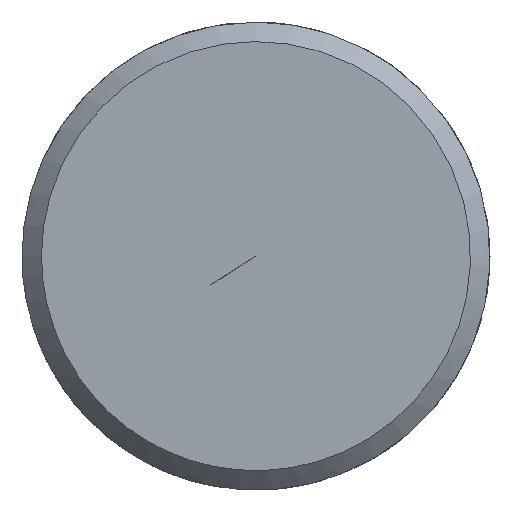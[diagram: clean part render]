
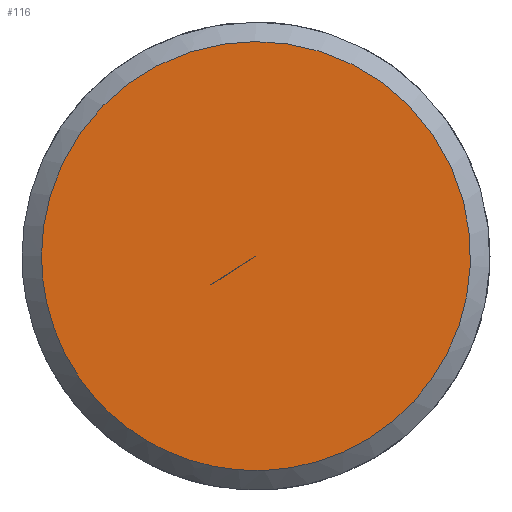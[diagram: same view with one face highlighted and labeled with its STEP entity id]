
A CAD part, left-side view. The second image highlights one B-rep face of the part: STEP entity #116.
In plain terms, the highlighted free-form (B-spline) face has degree [5, 1] with [6, 2] control points.
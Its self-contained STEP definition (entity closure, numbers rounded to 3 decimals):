
#82 = CARTESIAN_POINT ('', (-83., 0., 0.));
#83 = VERTEX_POINT ('', #82);
#84 = CARTESIAN_POINT ('', (-83., 5.5, 0.));
#85 = VERTEX_POINT ('', #84);
#86 = CARTESIAN_POINT ('', (-83., 0., 0.));
#87 = CARTESIAN_POINT ('', (-83., 5.5, 0.));
#88 = B_SPLINE_CURVE_WITH_KNOTS ('', 1, (#86, #87), .UNSPECIFIED., .F., .U., (2, 2), (0., 1.), .UNSPECIFIED.);
#89 = EDGE_CURVE ('', #83, #85, #88, .T.);
#90 = ORIENTED_EDGE ('', *, *, #89, .F.);
#91 = ORIENTED_EDGE ('', *, *, #89, .T.);
#92 = CARTESIAN_POINT ('', (-83., 5.5, 0.));
#93 = CARTESIAN_POINT ('', (-83., 5.5, 22.));
#94 = CARTESIAN_POINT ('', (-83., -16.5, 11.));
#95 = CARTESIAN_POINT ('', (-83., -16.5, -11.));
#96 = CARTESIAN_POINT ('', (-83., 5.5, -22.));
#97 = CARTESIAN_POINT ('', (-83., 5.5, 0.));
#98 = (
   BOUNDED_CURVE ()
   B_SPLINE_CURVE (5, (#92, #93, #94, #95, #96, #97), .UNSPECIFIED., .T., .U.)
   B_SPLINE_CURVE_WITH_KNOTS ((6, 6), (0., 1.), .UNSPECIFIED.)
   CURVE ()
   GEOMETRIC_REPRESENTATION_ITEM ()
   RATIONAL_B_SPLINE_CURVE ((5., 1., 1., 1., 1., 5.))
   REPRESENTATION_ITEM ('')
);
#99 = EDGE_CURVE ('', #85, #85, #98, .T.);
#100 = ORIENTED_EDGE ('', *, *, #99, .F.);
#101 = EDGE_LOOP ('', (#90, #91, #100));
#102 = FACE_OUTER_BOUND ('', #101, .T.);
#103 = CARTESIAN_POINT ('', (-83., 0., 0.));
#104 = CARTESIAN_POINT ('', (-83., 5.5, 0.));
#105 = CARTESIAN_POINT ('', (-83., 0., 0.));
#106 = CARTESIAN_POINT ('', (-83., 5.5, 22.));
#107 = CARTESIAN_POINT ('', (-83., 0., 0.));
#108 = CARTESIAN_POINT ('', (-83., -16.5, 11.));
#109 = CARTESIAN_POINT ('', (-83., 0., 0.));
#110 = CARTESIAN_POINT ('', (-83., -16.5, -11.));
#111 = CARTESIAN_POINT ('', (-83., 0., 0.));
#112 = CARTESIAN_POINT ('', (-83., 5.5, -22.));
#113 = CARTESIAN_POINT ('', (-83., 0., 0.));
#114 = CARTESIAN_POINT ('', (-83., 5.5, 0.));
#115 = (
   BOUNDED_SURFACE ()
   B_SPLINE_SURFACE (5, 1, ((#103, #104), (#105, #106), (#107, #108), (#109, #110), (#111, #112), (#113, #114)), .UNSPECIFIED., .T., .F., .U.)
   B_SPLINE_SURFACE_WITH_KNOTS ((6, 6), (2, 2), (0., 1.), (0., 1.), .UNSPECIFIED.)
   SURFACE ()
   GEOMETRIC_REPRESENTATION_ITEM ()
   RATIONAL_B_SPLINE_SURFACE (((5., 5.), (1., 1.), (1., 1.), (1., 1.), (1., 1.), (5., 5.)))
   REPRESENTATION_ITEM ('')
);
#116 = ADVANCED_FACE ('', (#102), #115, .T.);
